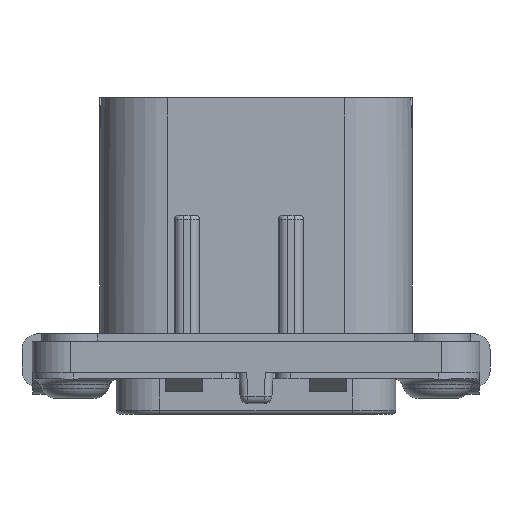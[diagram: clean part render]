
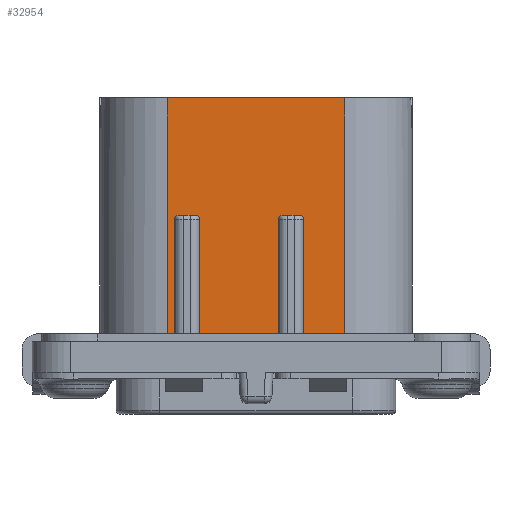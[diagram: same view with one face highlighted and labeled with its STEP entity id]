
A CAD part, front view. The second image highlights one B-rep face of the part: STEP entity #32954.
In plain terms, the highlighted planar face has unit normal (0, -1, 0).
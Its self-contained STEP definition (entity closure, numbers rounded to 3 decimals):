
#1463=DIRECTION('',(1.,0.,0.));
#1464=VECTOR('',#1463,2.66);
#1465=CARTESIAN_POINT('',(3.04,-9.,2.));
#1466=LINE('',#1465,#1464);
#1607=DIRECTION('',(1.,0.,0.));
#1608=VECTOR('',#1607,11.4);
#1609=CARTESIAN_POINT('',(-5.7,-9.,17.67));
#1610=LINE('',#1609,#1608);
#7555=DIRECTION('',(0.,0.,1.));
#7556=VECTOR('',#7555,7.87);
#7557=CARTESIAN_POINT('',(3.04,-9.,2.));
#7558=LINE('',#7557,#7556);
#7559=DIRECTION('',(1.,0.,0.));
#7560=VECTOR('',#7559,1.1);
#7561=CARTESIAN_POINT('',(1.69,-9.,10.12));
#7562=LINE('',#7561,#7560);
#7563=DIRECTION('',(0.,0.,1.));
#7564=VECTOR('',#7563,7.87);
#7565=CARTESIAN_POINT('',(1.44,-9.,2.));
#7566=LINE('',#7565,#7564);
#7567=DIRECTION('',(0.,0.,1.));
#7568=VECTOR('',#7567,7.87);
#7569=CARTESIAN_POINT('',(-3.65,-9.,2.));
#7570=LINE('',#7569,#7568);
#7571=DIRECTION('',(1.,0.,0.));
#7572=VECTOR('',#7571,1.1);
#7573=CARTESIAN_POINT('',(-5.,-9.,10.12));
#7574=LINE('',#7573,#7572);
#7575=DIRECTION('',(0.,0.,1.));
#7576=VECTOR('',#7575,7.87);
#7577=CARTESIAN_POINT('',(-5.25,-9.,2.));
#7578=LINE('',#7577,#7576);
#7579=DIRECTION('',(0.,0.,-1.));
#7580=VECTOR('',#7579,15.67);
#7581=CARTESIAN_POINT('',(-5.7,-9.,17.67));
#7582=LINE('',#7581,#7580);
#7583=DIRECTION('',(0.,0.,-1.));
#7584=VECTOR('',#7583,15.67);
#7585=CARTESIAN_POINT('',(5.7,-9.,17.67));
#7586=LINE('',#7585,#7584);
#7600=CARTESIAN_POINT('',(2.79,-9.,9.87));
#7601=DIRECTION('',(0.,1.,0.));
#7602=DIRECTION('',(0.,0.,1.));
#7603=AXIS2_PLACEMENT_3D('',#7600,#7601,#7602);
#7642=CARTESIAN_POINT('',(1.69,-9.,9.87));
#7643=DIRECTION('',(0.,1.,0.));
#7644=DIRECTION('',(-1.,0.,0.));
#7645=AXIS2_PLACEMENT_3D('',#7642,#7643,#7644);
#7732=DIRECTION('',(1.,0.,0.));
#7733=VECTOR('',#7732,0.45);
#7734=CARTESIAN_POINT('',(-5.7,-9.,2.));
#7735=LINE('',#7734,#7733);
#13707=CARTESIAN_POINT('',(-5.,-9.,9.87));
#13708=DIRECTION('',(0.,1.,0.));
#13709=DIRECTION('',(-1.,0.,0.));
#13710=AXIS2_PLACEMENT_3D('',#13707,#13708,#13709);
#13739=CARTESIAN_POINT('',(-3.9,-9.,9.87));
#13740=DIRECTION('',(0.,1.,0.));
#13741=DIRECTION('',(0.,0.,1.));
#13742=AXIS2_PLACEMENT_3D('',#13739,#13740,#13741);
#13764=DIRECTION('',(1.,0.,0.));
#13765=VECTOR('',#13764,5.09);
#13766=CARTESIAN_POINT('',(-3.65,-9.,2.));
#13767=LINE('',#13766,#13765);
#18663=CARTESIAN_POINT('',(-5.7,-9.,17.67));
#18664=CARTESIAN_POINT('',(-5.7,-9.,2.));
#18665=VERTEX_POINT('',#18663);
#18666=VERTEX_POINT('',#18664);
#18667=CARTESIAN_POINT('',(5.7,-9.,17.67));
#18668=CARTESIAN_POINT('',(5.7,-9.,2.));
#18669=VERTEX_POINT('',#18667);
#18670=VERTEX_POINT('',#18668);
#18821=CARTESIAN_POINT('',(-5.25,-9.,2.));
#18822=VERTEX_POINT('',#18821);
#18823=CARTESIAN_POINT('',(-3.65,-9.,2.));
#18824=CARTESIAN_POINT('',(1.44,-9.,2.));
#18825=VERTEX_POINT('',#18823);
#18826=VERTEX_POINT('',#18824);
#18827=CARTESIAN_POINT('',(3.04,-9.,2.));
#18828=VERTEX_POINT('',#18827);
#21284=CARTESIAN_POINT('',(-3.65,-9.,9.87));
#21286=VERTEX_POINT('',#21284);
#21288=CARTESIAN_POINT('',(-3.9,-9.,10.12));
#21290=VERTEX_POINT('',#21288);
#21311=CARTESIAN_POINT('',(-5.,-9.,10.12));
#21312=VERTEX_POINT('',#21311);
#21313=CARTESIAN_POINT('',(-5.25,-9.,9.87));
#21314=VERTEX_POINT('',#21313);
#21316=CARTESIAN_POINT('',(3.04,-9.,9.87));
#21318=VERTEX_POINT('',#21316);
#21320=CARTESIAN_POINT('',(2.79,-9.,10.12));
#21322=VERTEX_POINT('',#21320);
#21323=CARTESIAN_POINT('',(1.69,-9.,10.12));
#21325=VERTEX_POINT('',#21323);
#21327=CARTESIAN_POINT('',(1.44,-9.,9.87));
#21329=VERTEX_POINT('',#21327);
#32918=CARTESIAN_POINT('',(-10.05,-9.,2.));
#32919=DIRECTION('',(0.,-1.,0.));
#32920=DIRECTION('',(1.,0.,0.));
#32921=AXIS2_PLACEMENT_3D('',#32918,#32919,#32920);
#32922=PLANE('',#32921);
#32924=ORIENTED_EDGE('',*,*,#32923,.T.);
#32926=ORIENTED_EDGE('',*,*,#32925,.F.);
#32928=ORIENTED_EDGE('',*,*,#32927,.F.);
#32930=ORIENTED_EDGE('',*,*,#32929,.F.);
#32932=ORIENTED_EDGE('',*,*,#32931,.F.);
#32934=ORIENTED_EDGE('',*,*,#32933,.F.);
#32936=ORIENTED_EDGE('',*,*,#32935,.T.);
#32938=ORIENTED_EDGE('',*,*,#32937,.F.);
#32940=ORIENTED_EDGE('',*,*,#32939,.F.);
#32942=ORIENTED_EDGE('',*,*,#32941,.F.);
#32944=ORIENTED_EDGE('',*,*,#32943,.F.);
#32946=ORIENTED_EDGE('',*,*,#32945,.F.);
#32948=ORIENTED_EDGE('',*,*,#32947,.F.);
#32949=ORIENTED_EDGE('',*,*,#24589,.T.);
#32950=ORIENTED_EDGE('',*,*,#24558,.T.);
#32951=ORIENTED_EDGE('',*,*,#24385,.F.);
#32952=EDGE_LOOP('',(#32924,#32926,#32928,#32930,#32932,#32934,#32936,#32938,
#32940,#32942,#32944,#32946,#32948,#32949,#32950,#32951));
#32953=FACE_OUTER_BOUND('',#32952,.F.);
#32954=ADVANCED_FACE('',(#32953),#32922,.T.);
#7604=CIRCLE('',#7603,0.25);
#7646=CIRCLE('',#7645,0.25);
#13711=CIRCLE('',#13710,0.25);
#13743=CIRCLE('',#13742,0.25);
#24385=EDGE_CURVE('',#18828,#18670,#1466,.T.);
#24558=EDGE_CURVE('',#18669,#18670,#7586,.T.);
#24589=EDGE_CURVE('',#18665,#18669,#1610,.T.);
#32923=EDGE_CURVE('',#18828,#21318,#7558,.T.);
#32925=EDGE_CURVE('',#21322,#21318,#7604,.T.);
#32927=EDGE_CURVE('',#21325,#21322,#7562,.T.);
#32929=EDGE_CURVE('',#21329,#21325,#7646,.T.);
#32931=EDGE_CURVE('',#18826,#21329,#7566,.T.);
#32933=EDGE_CURVE('',#18825,#18826,#13767,.T.);
#32935=EDGE_CURVE('',#18825,#21286,#7570,.T.);
#32937=EDGE_CURVE('',#21290,#21286,#13743,.T.);
#32939=EDGE_CURVE('',#21312,#21290,#7574,.T.);
#32941=EDGE_CURVE('',#21314,#21312,#13711,.T.);
#32943=EDGE_CURVE('',#18822,#21314,#7578,.T.);
#32945=EDGE_CURVE('',#18666,#18822,#7735,.T.);
#32947=EDGE_CURVE('',#18665,#18666,#7582,.T.);
